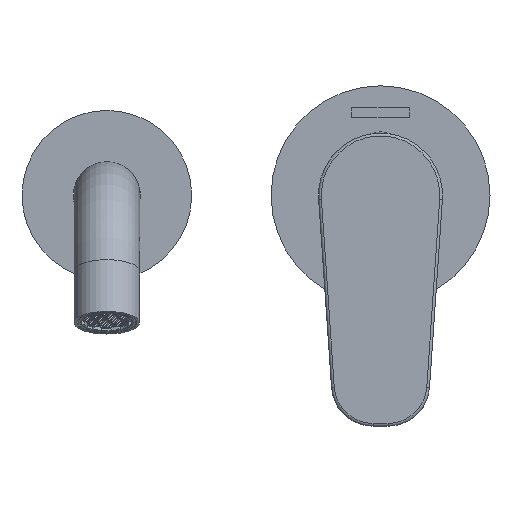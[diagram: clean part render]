
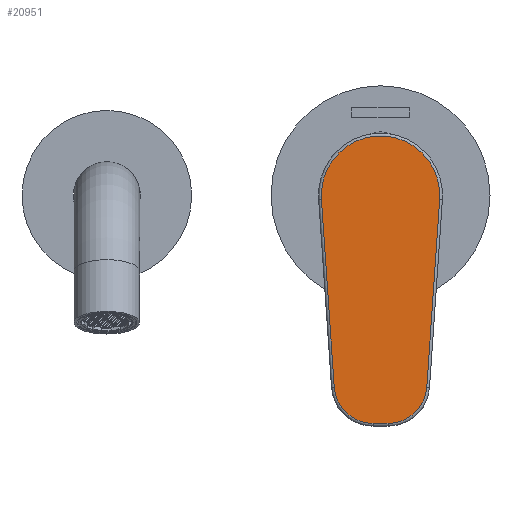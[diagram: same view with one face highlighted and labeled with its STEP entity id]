
A CAD part, top view. The second image highlights one B-rep face of the part: STEP entity #20951.
In plain terms, the highlighted planar face has unit normal (0, 0, 1).
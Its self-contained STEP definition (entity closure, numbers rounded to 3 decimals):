
#516 = CARTESIAN_POINT ( 'NONE',  ( 16.902, -70.209, 95.7 ) ) ;
#617 = VERTEX_POINT ( 'NONE', #16493 ) ;
#690 = DIRECTION ( 'NONE',  ( 0.068, 0.998, 0. ) ) ;
#807 = VERTEX_POINT ( 'NONE', #516 ) ;
#945 = CARTESIAN_POINT ( 'NONE',  ( 21.611, -1.48, 95.7 ) ) ;
#1937 = VERTEX_POINT ( 'NONE', #23761 ) ;
#2099 = LINE ( 'NONE', #6075, #23687 ) ;
#2641 = DIRECTION ( 'NONE',  ( -1., 0., 0. ) ) ;
#3161 = DIRECTION ( 'NONE',  ( 1., 0., 0. ) ) ;
#3708 = AXIS2_PLACEMENT_3D ( 'NONE', #32180, #14814, #17746 ) ;
#3989 = DIRECTION ( 'NONE',  ( 0., 0., 1. ) ) ;
#6075 = CARTESIAN_POINT ( 'NONE',  ( 2.736, -83.439, 95.7 ) ) ;
#6293 = FACE_OUTER_BOUND ( 'NONE', #33929, .T. ) ;
#7527 = LINE ( 'NONE', #22940, #23284 ) ;
#7706 = ORIENTED_EDGE ( 'NONE', *, *, #16069, .T. ) ;
#9457 = VERTEX_POINT ( 'NONE', #28594 ) ;
#9854 = CIRCLE ( 'NONE', #27938, 21.629 ) ;
#10040 = ORIENTED_EDGE ( 'NONE', *, *, #31319, .T. ) ;
#10708 = CARTESIAN_POINT ( 'NONE',  ( 2.736, -83.439, 95.7 ) ) ;
#11265 = CARTESIAN_POINT ( 'NONE',  ( -2.736, -69.239, 95.7 ) ) ;
#11877 = DIRECTION ( 'NONE',  ( 1., 0., 0. ) ) ;
#12990 = DIRECTION ( 'NONE',  ( 1., 0., 0. ) ) ;
#13233 = VERTEX_POINT ( 'NONE', #22612 ) ;
#13995 = DIRECTION ( 'NONE',  ( -1., 0., 0. ) ) ;
#14814 = DIRECTION ( 'NONE',  ( 0., 0., 1. ) ) ;
#14957 = CIRCLE ( 'NONE', #3708, 14.2 ) ;
#15366 = DIRECTION ( 'NONE',  ( 0.068, -0.998, 0. ) ) ;
#16069 = EDGE_CURVE ( 'NONE', #617, #9457, #7527, .T. ) ;
#16091 = ORIENTED_EDGE ( 'NONE', *, *, #30370, .T. ) ;
#16493 = CARTESIAN_POINT ( 'NONE',  ( 21.606, -1.549, 95.7 ) ) ;
#16575 = DIRECTION ( 'NONE',  ( 0., 0., 1. ) ) ;
#17410 = CARTESIAN_POINT ( 'NONE',  ( -16.902, -70.209, 95.7 ) ) ;
#17439 = LINE ( 'NONE', #29571, #27816 ) ;
#17746 = DIRECTION ( 'NONE',  ( 1., 0., 0. ) ) ;
#18181 = AXIS2_PLACEMENT_3D ( 'NONE', #35786, #3989, #12990 ) ;
#18235 = ORIENTED_EDGE ( 'NONE', *, *, #26627, .T. ) ;
#19250 = EDGE_CURVE ( 'NONE', #24127, #807, #14957, .T. ) ;
#19457 = VECTOR ( 'NONE', #690, 1000. ) ;
#19522 = EDGE_CURVE ( 'NONE', #807, #617, #24425, .T. ) ;
#19931 = EDGE_CURVE ( 'NONE', #21405, #29419, #28037, .T. ) ;
#20261 = ORIENTED_EDGE ( 'NONE', *, *, #19931, .T. ) ;
#20951 = ADVANCED_FACE ( 'NONE', ( #6293 ), #26525, .T. ) ;
#21405 = VERTEX_POINT ( 'NONE', #17410 ) ;
#21530 = LINE ( 'NONE', #25333, #36051 ) ;
#22612 = CARTESIAN_POINT ( 'NONE',  ( -21.574, -1.549, 95.7 ) ) ;
#22940 = CARTESIAN_POINT ( 'NONE',  ( 0., -1.549, 95.7 ) ) ;
#23284 = VECTOR ( 'NONE', #13995, 1000. ) ;
#23687 = VECTOR ( 'NONE', #3161, 1000. ) ;
#23761 = CARTESIAN_POINT ( 'NONE',  ( -21.606, -1.549, 95.7 ) ) ;
#24127 = VERTEX_POINT ( 'NONE', #10708 ) ;
#24425 = LINE ( 'NONE', #945, #19457 ) ;
#25160 = DIRECTION ( 'NONE',  ( 1., 0., 0. ) ) ;
#25333 = CARTESIAN_POINT ( 'NONE',  ( 0., -1.549, 95.7 ) ) ;
#26044 = CARTESIAN_POINT ( 'NONE',  ( 0., 0., 95.7 ) ) ;
#26142 = AXIS2_PLACEMENT_3D ( 'NONE', #11265, #16575, #25160 ) ;
#26351 = EDGE_CURVE ( 'NONE', #1937, #21405, #17439, .T. ) ;
#26525 = PLANE ( 'NONE',  #18181 ) ;
#26627 = EDGE_CURVE ( 'NONE', #29419, #24127, #2099, .T. ) ;
#27816 = VECTOR ( 'NONE', #15366, 1000. ) ;
#27938 = AXIS2_PLACEMENT_3D ( 'NONE', #26044, #34913, #11877 ) ;
#28037 = CIRCLE ( 'NONE', #26142, 14.2 ) ;
#28594 = CARTESIAN_POINT ( 'NONE',  ( 21.574, -1.549, 95.7 ) ) ;
#29419 = VERTEX_POINT ( 'NONE', #35860 ) ;
#29571 = CARTESIAN_POINT ( 'NONE',  ( -16.902, -70.209, 95.7 ) ) ;
#30370 = EDGE_CURVE ( 'NONE', #13233, #1937, #21530, .T. ) ;
#31319 = EDGE_CURVE ( 'NONE', #9457, #13233, #9854, .T. ) ;
#31963 = ORIENTED_EDGE ( 'NONE', *, *, #19250, .T. ) ;
#32180 = CARTESIAN_POINT ( 'NONE',  ( 2.736, -69.239, 95.7 ) ) ;
#33929 = EDGE_LOOP ( 'NONE', ( #31963, #37197, #7706, #10040, #16091, #34239, #20261, #18235 ) ) ;
#34239 = ORIENTED_EDGE ( 'NONE', *, *, #26351, .T. ) ;
#34913 = DIRECTION ( 'NONE',  ( 0., 0., 1. ) ) ;
#35786 = CARTESIAN_POINT ( 'NONE',  ( 0., 0., 95.7 ) ) ;
#35860 = CARTESIAN_POINT ( 'NONE',  ( -2.736, -83.439, 95.7 ) ) ;
#36051 = VECTOR ( 'NONE', #2641, 1000. ) ;
#37197 = ORIENTED_EDGE ( 'NONE', *, *, #19522, .T. ) ;
